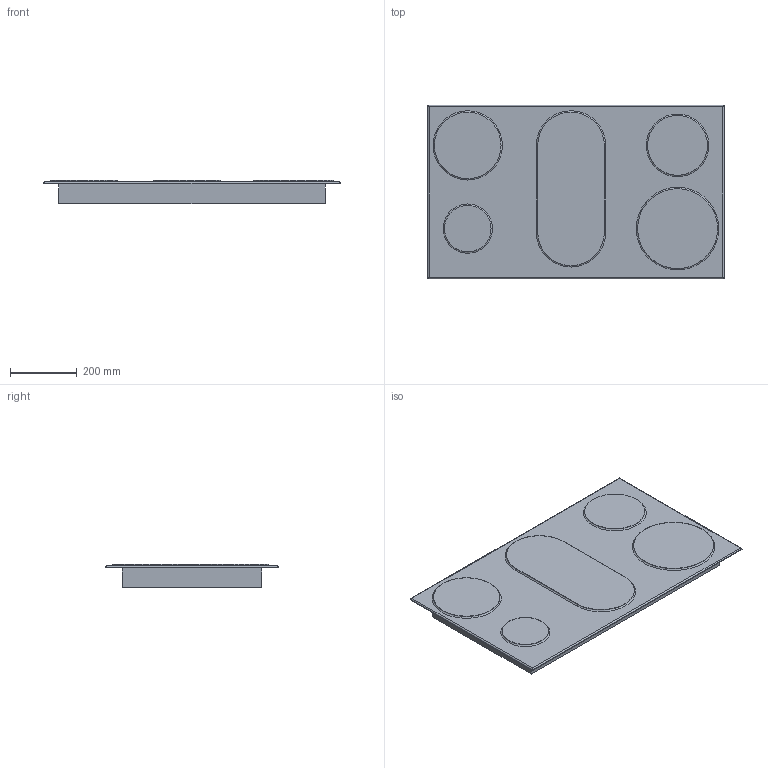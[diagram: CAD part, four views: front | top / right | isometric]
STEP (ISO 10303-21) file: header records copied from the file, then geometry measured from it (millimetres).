
FILE_DESCRIPTION(('FreeCAD Model'),'2;1');
FILE_NAME('ElectricStoveTop_900x600mm.step','2019-11-16T09:07:25',('Author'),(''), 'Open CASCADE STEP processor 7.3','FreeCAD','Unknown');
FILE_SCHEMA(('AUTOMOTIVE_DESIGN { 1 0 10303 214 1 1 1 1 }'));
Length unit declared in the file: millimetre
Products named in the file (1): Stove_900x600mm
Bounding box: 890 x 520 x 71 mm (x, y, z)
Volume: 23945207.6 mm3; surface area: 1095722.5 mm2
Topology: 1 solids, 1 shells, 36 faces, 72 edges, 44 vertices
Faces by surface type: plane 18, cylinder 12, torus 6
Full cylindrical faces by diameter (mm): 140 x1, 180 x1, 200 x1, 240 x1
Entity records: 1935 total; most frequent: CARTESIAN_POINT 361, DIRECTION 312, LINE 166, VECTOR 166, ORIENTED_EDGE 144, PCURVE 144, DEFINITIONAL_REPRESENTATION 144, EDGE_CURVE 72
